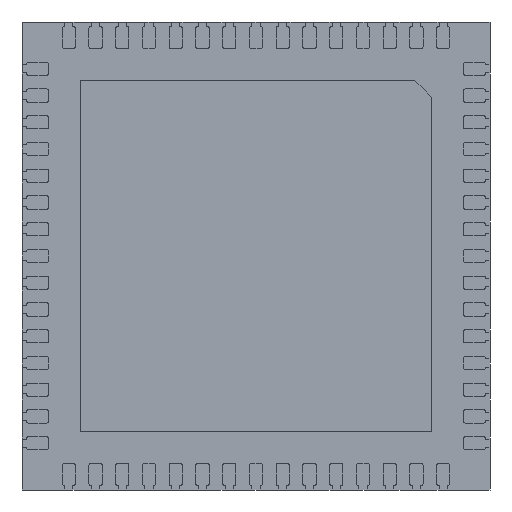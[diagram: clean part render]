
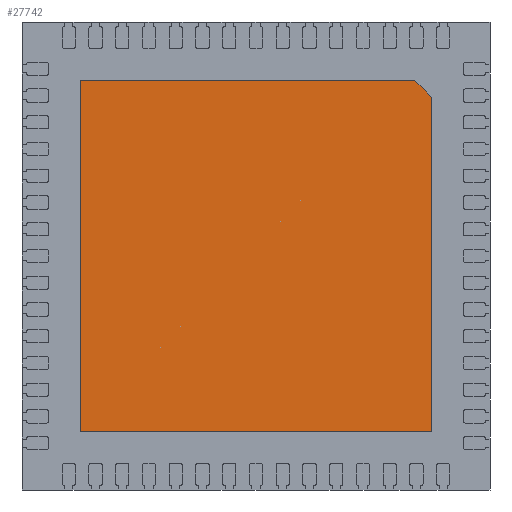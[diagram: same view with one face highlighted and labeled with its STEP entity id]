
A CAD part, front view. The second image highlights one B-rep face of the part: STEP entity #27742.
In plain terms, the highlighted planar face has unit normal (0, -1, 0).
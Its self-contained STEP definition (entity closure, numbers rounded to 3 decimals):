
#1602=FACE_OUTER_BOUND('',#3121,.T.);
#3121=EDGE_LOOP('',(#21424,#21425,#21426,#21427,#21428));
#5257=LINE('',#42582,#8269);
#5259=LINE('',#42586,#8271);
#5261=LINE('',#42590,#8273);
#5263=LINE('',#42594,#8275);
#5265=LINE('',#42597,#8277);
#8269=VECTOR('',#34750,1000.);
#8271=VECTOR('',#34754,1000.);
#8273=VECTOR('',#34758,1000.);
#8275=VECTOR('',#34762,1000.);
#8277=VECTOR('',#34766,1000.);
#12124=VERTEX_POINT('',#42579);
#12125=VERTEX_POINT('',#42581);
#12126=VERTEX_POINT('',#42585);
#12127=VERTEX_POINT('',#42589);
#12128=VERTEX_POINT('',#42593);
#15477=EDGE_CURVE('',#12124,#12125,#5257,.T.);
#15479=EDGE_CURVE('',#12125,#12126,#5259,.T.);
#15481=EDGE_CURVE('',#12126,#12127,#5261,.T.);
#15483=EDGE_CURVE('',#12127,#12128,#5263,.T.);
#15485=EDGE_CURVE('',#12128,#12124,#5265,.T.);
#21424=ORIENTED_EDGE('',*,*,#15483,.F.);
#21425=ORIENTED_EDGE('',*,*,#15481,.F.);
#21426=ORIENTED_EDGE('',*,*,#15479,.F.);
#21427=ORIENTED_EDGE('',*,*,#15477,.F.);
#21428=ORIENTED_EDGE('',*,*,#15485,.F.);
#26541=PLANE('',#29817);
#27742=ADVANCED_FACE('',(#1602),#26541,.F.);
#29817=AXIS2_PLACEMENT_3D('',#42598,#34767,#34768);
#34750=DIRECTION('',(0.707,0.,-0.707));
#34754=DIRECTION('',(0.,0.,-1.));
#34758=DIRECTION('',(-1.,0.,0.));
#34762=DIRECTION('',(0.,0.,1.));
#34766=DIRECTION('',(1.,0.,0.));
#34767=DIRECTION('center_axis',(0.,1.,0.));
#34768=DIRECTION('ref_axis',(0.,0.,1.));
#42579=CARTESIAN_POINT('',(2.375,-0.05,2.625));
#42581=CARTESIAN_POINT('',(2.625,-0.05,2.375));
#42582=CARTESIAN_POINT('',(2.625,-0.05,2.375));
#42585=CARTESIAN_POINT('',(2.625,-0.05,-2.625));
#42586=CARTESIAN_POINT('',(2.625,-0.05,-2.625));
#42589=CARTESIAN_POINT('',(-2.625,-0.05,-2.625));
#42590=CARTESIAN_POINT('',(-2.625,-0.05,-2.625));
#42593=CARTESIAN_POINT('',(-2.625,-0.05,2.625));
#42594=CARTESIAN_POINT('',(-2.625,-0.05,2.625));
#42597=CARTESIAN_POINT('',(2.375,-0.05,2.625));
#42598=CARTESIAN_POINT('Origin',(0.,-0.05,0.));
